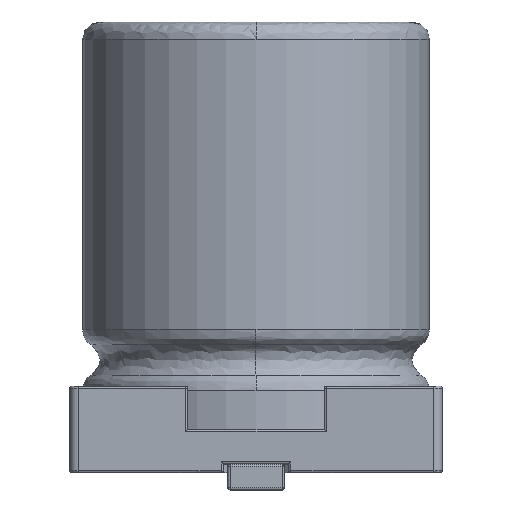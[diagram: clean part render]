
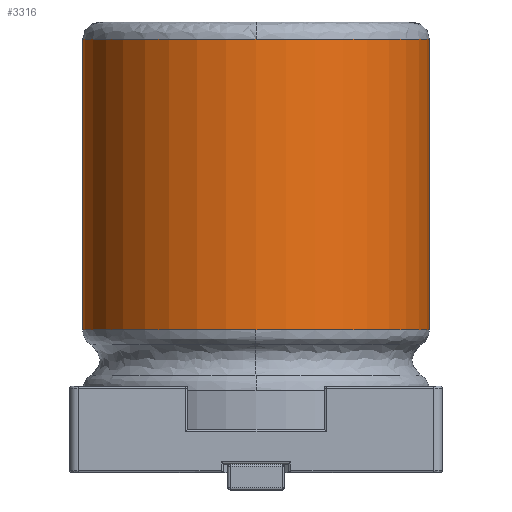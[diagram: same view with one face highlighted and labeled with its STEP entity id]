
A CAD part, left-side view. The second image highlights one B-rep face of the part: STEP entity #3316.
In plain terms, the highlighted cylindrical face has radius 2 mm (diameter 4 mm), a partial arc.
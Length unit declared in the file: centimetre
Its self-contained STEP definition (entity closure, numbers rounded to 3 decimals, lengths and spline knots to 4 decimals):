
#812 = EDGE_CURVE ( 'NONE', #1040, #1041, #3520, .T. ) ;
#818 = EDGE_CURVE ( 'NONE', #1046, #1047, #3525, .T. ) ;
#831 = EDGE_CURVE ( 'NONE', #1056, #1041, #7889, .T. ) ;
#833 = EDGE_CURVE ( 'NONE', #1047, #1057, #7895, .T. ) ;
#887 = EDGE_CURVE ( 'NONE', #1056, #1046, #3544, .T. ) ;
#888 = EDGE_CURVE ( 'NONE', #1057, #1040, #3545, .T. ) ;
#1040 = VERTEX_POINT ( 'NONE', #8297 ) ;
#1041 = VERTEX_POINT ( 'NONE', #8298 ) ;
#1046 = VERTEX_POINT ( 'NONE', #8303 ) ;
#1047 = VERTEX_POINT ( 'NONE', #8304 ) ;
#1056 = VERTEX_POINT ( 'NONE', #8313 ) ;
#1057 = VERTEX_POINT ( 'NONE', #8314 ) ;
#1354 = EDGE_LOOP ( 'NONE', ( #1690, #1691, #1692, #1689, #1693, #1694 ) ) ;
#1689 = ORIENTED_EDGE ( 'NONE', *, *, #833, .T. ) ;
#1690 = ORIENTED_EDGE ( 'NONE', *, *, #831, .F. ) ;
#1691 = ORIENTED_EDGE ( 'NONE', *, *, #887, .T. ) ;
#1692 = ORIENTED_EDGE ( 'NONE', *, *, #818, .T. ) ;
#1693 = ORIENTED_EDGE ( 'NONE', *, *, #888, .T. ) ;
#1694 = ORIENTED_EDGE ( 'NONE', *, *, #812, .T. ) ;
#3316 = ADVANCED_FACE ( 'NONE', ( #12825 ), #12834, .T. ) ;
#3520 = CIRCLE ( 'NONE', #8057, 0.2 ) ;
#3525 = CIRCLE ( 'NONE', #8063, 0.2 ) ;
#3544 = CIRCLE ( 'NONE', #8100, 0.2 ) ;
#3545 = CIRCLE ( 'NONE', #8111, 0.2 ) ;
#7830 = CARTESIAN_POINT ( 'NONE',  ( 0., 0., 0.52 ) ) ;
#7831 = DIRECTION ( 'NONE',  ( 0., 0., -1. ) ) ;
#7832 = DIRECTION ( 'NONE',  ( 0., -1., 0. ) ) ;
#7849 = CARTESIAN_POINT ( 'NONE',  ( 0., 0., 0.1846 ) ) ;
#7850 = DIRECTION ( 'NONE',  ( 0., 0., 1. ) ) ;
#7851 = DIRECTION ( 'NONE',  ( 0., -1., 0. ) ) ;
#7889 = LINE ( 'NONE', #7890, #8075 ) ;
#7890 = CARTESIAN_POINT ( 'NONE',  ( 0., 0.2, 0.07 ) ) ;
#7891 = DIRECTION ( 'NONE',  ( 0., 0., 1. ) ) ;
#7895 = LINE ( 'NONE', #7896, #8076 ) ;
#7896 = CARTESIAN_POINT ( 'NONE',  ( 0., -0.2, 0.07 ) ) ;
#7897 = DIRECTION ( 'NONE',  ( 0., 0., 1. ) ) ;
#8057 = AXIS2_PLACEMENT_3D ( 'NONE', #7830, #7831, #7832 ) ;
#8063 = AXIS2_PLACEMENT_3D ( 'NONE', #7849, #7850, #7851 ) ;
#8075 = VECTOR ( 'NONE', #7891, 100. ) ;
#8076 = VECTOR ( 'NONE', #7897, 100. ) ;
#8100 = AXIS2_PLACEMENT_3D ( 'NONE', #8134, #8135, #8136 ) ;
#8111 = AXIS2_PLACEMENT_3D ( 'NONE', #8137, #8138, #8139 ) ;
#8134 = CARTESIAN_POINT ( 'NONE',  ( 0., 0., 0.1846 ) ) ;
#8135 = DIRECTION ( 'NONE',  ( 0., 0., 1. ) ) ;
#8136 = DIRECTION ( 'NONE',  ( 0., -1., 0. ) ) ;
#8137 = CARTESIAN_POINT ( 'NONE',  ( 0., 0., 0.52 ) ) ;
#8138 = DIRECTION ( 'NONE',  ( 0., 0., -1. ) ) ;
#8139 = DIRECTION ( 'NONE',  ( 0., -1., 0. ) ) ;
#8297 = CARTESIAN_POINT ( 'NONE',  ( -0.2, 0., 0.52 ) ) ;
#8298 = CARTESIAN_POINT ( 'NONE',  ( 0., 0.2, 0.52 ) ) ;
#8303 = CARTESIAN_POINT ( 'NONE',  ( -0.2, 0., 0.1846 ) ) ;
#8304 = CARTESIAN_POINT ( 'NONE',  ( 0., -0.2, 0.1846 ) ) ;
#8313 = CARTESIAN_POINT ( 'NONE',  ( 0., 0.2, 0.1846 ) ) ;
#8314 = CARTESIAN_POINT ( 'NONE',  ( 0., -0.2, 0.52 ) ) ;
#12825 = FACE_OUTER_BOUND ( 'NONE', #1354, .T. ) ;
#12833 = AXIS2_PLACEMENT_3D ( 'NONE', #12969, #12970, #12971 ) ;
#12834 = CYLINDRICAL_SURFACE ( 'NONE', #12833, 0.2 ) ;
#12969 = CARTESIAN_POINT ( 'NONE',  ( 0., 0., 0.07 ) ) ;
#12970 = DIRECTION ( 'NONE',  ( 0., 0., 1. ) ) ;
#12971 = DIRECTION ( 'NONE',  ( 0., -1., 0. ) ) ;
